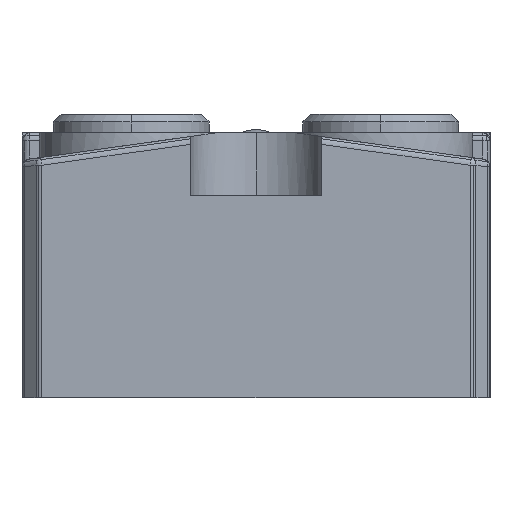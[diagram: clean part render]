
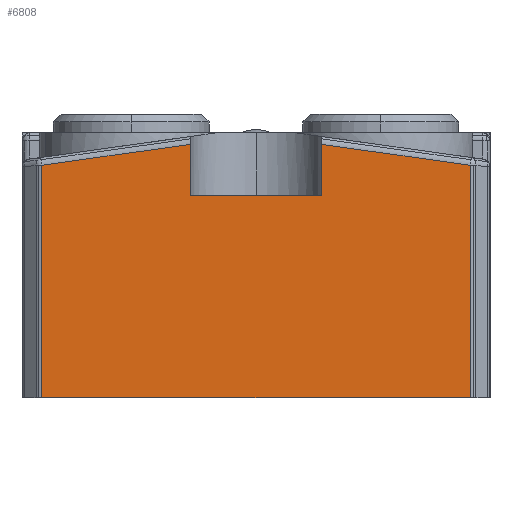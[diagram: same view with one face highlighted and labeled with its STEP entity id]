
A CAD part, front view. The second image highlights one B-rep face of the part: STEP entity #6808.
In plain terms, the highlighted planar face has unit normal (0, -1, 0).
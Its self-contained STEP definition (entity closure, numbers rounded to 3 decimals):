
#6763=AXIS2_PLACEMENT_3D('Plane Axis2P3D',#6760,#6761,#6762) ;
#6354=CARTESIAN_POINT('Vertex',(1.257,0.,14.915)) ;
#6645=CARTESIAN_POINT('Line Origine',(13.729,0.,16.668)) ;
#6649=CARTESIAN_POINT('Vertex',(10.8,0.,16.256)) ;
#6681=CARTESIAN_POINT('Vertex',(1.257,0.,0.)) ;
#6684=CARTESIAN_POINT('Line Origine',(1.257,0.,0.)) ;
#6725=CARTESIAN_POINT('Line Origine',(10.8,0.,14.628)) ;
#6729=CARTESIAN_POINT('Vertex',(10.8,0.,13.)) ;
#6760=CARTESIAN_POINT('Axis2P3D Location',(30.,0.,0.)) ;
#6765=CARTESIAN_POINT('Line Origine',(15.,0.,0.)) ;
#6769=CARTESIAN_POINT('Vertex',(28.743,0.,0.)) ;
#6772=CARTESIAN_POINT('Line Origine',(28.743,0.,7.458)) ;
#6776=CARTESIAN_POINT('Vertex',(28.743,0.,14.915)) ;
#6779=CARTESIAN_POINT('Line Origine',(23.971,0.,15.586)) ;
#6783=CARTESIAN_POINT('Vertex',(19.2,0.,16.256)) ;
#6786=CARTESIAN_POINT('Line Origine',(19.2,0.,14.628)) ;
#6790=CARTESIAN_POINT('Vertex',(19.2,0.,13.)) ;
#6793=CARTESIAN_POINT('Line Origine',(15.,0.,13.)) ;
#6646=DIRECTION('Vector Direction',(-0.99,0.,-0.139)) ;
#6685=DIRECTION('Vector Direction',(0.,0.,1.)) ;
#6726=DIRECTION('Vector Direction',(0.,0.,1.)) ;
#6761=DIRECTION('Axis2P3D Direction',(0.,-1.,0.)) ;
#6762=DIRECTION('Axis2P3D XDirection',(0.,0.,-1.)) ;
#6766=DIRECTION('Vector Direction',(1.,0.,0.)) ;
#6773=DIRECTION('Vector Direction',(0.,0.,-1.)) ;
#6780=DIRECTION('Vector Direction',(0.99,0.,-0.139)) ;
#6787=DIRECTION('Vector Direction',(0.,0.,-1.)) ;
#6794=DIRECTION('Vector Direction',(-1.,0.,0.)) ;
#6647=VECTOR('Line Direction',#6646,1.) ;
#6686=VECTOR('Line Direction',#6685,1.) ;
#6727=VECTOR('Line Direction',#6726,1.) ;
#6767=VECTOR('Line Direction',#6766,1.) ;
#6774=VECTOR('Line Direction',#6773,1.) ;
#6781=VECTOR('Line Direction',#6780,1.) ;
#6788=VECTOR('Line Direction',#6787,1.) ;
#6795=VECTOR('Line Direction',#6794,1.) ;
#6799=ORIENTED_EDGE('',*,*,#6651,.F.) ;
#6800=ORIENTED_EDGE('',*,*,#6688,.F.) ;
#6801=ORIENTED_EDGE('',*,*,#6771,.T.) ;
#6802=ORIENTED_EDGE('',*,*,#6778,.F.) ;
#6803=ORIENTED_EDGE('',*,*,#6785,.F.) ;
#6804=ORIENTED_EDGE('',*,*,#6792,.T.) ;
#6805=ORIENTED_EDGE('',*,*,#6797,.T.) ;
#6806=ORIENTED_EDGE('',*,*,#6731,.T.) ;
#6808=ADVANCED_FACE('Hauptk\X2\00F6\X0\rper',(#6807),#6764,.T.) ;
#6651=EDGE_CURVE('',#6355,#6650,#6648,.F.) ;
#6688=EDGE_CURVE('',#6682,#6355,#6687,.T.) ;
#6731=EDGE_CURVE('',#6730,#6650,#6728,.T.) ;
#6771=EDGE_CURVE('',#6682,#6770,#6768,.T.) ;
#6778=EDGE_CURVE('',#6777,#6770,#6775,.T.) ;
#6785=EDGE_CURVE('',#6784,#6777,#6782,.T.) ;
#6792=EDGE_CURVE('',#6784,#6791,#6789,.T.) ;
#6797=EDGE_CURVE('',#6791,#6730,#6796,.T.) ;
#6798=EDGE_LOOP('',(#6799,#6800,#6801,#6802,#6803,#6804,#6805,#6806)) ;
#6807=FACE_OUTER_BOUND('',#6798,.T.) ;
#6648=LINE('Line',#6645,#6647) ;
#6687=LINE('Line',#6684,#6686) ;
#6728=LINE('Line',#6725,#6727) ;
#6768=LINE('Line',#6765,#6767) ;
#6775=LINE('Line',#6772,#6774) ;
#6782=LINE('Line',#6779,#6781) ;
#6789=LINE('Line',#6786,#6788) ;
#6796=LINE('Line',#6793,#6795) ;
#6764=PLANE('',#6763) ;
#6355=VERTEX_POINT('',#6354) ;
#6650=VERTEX_POINT('',#6649) ;
#6682=VERTEX_POINT('',#6681) ;
#6730=VERTEX_POINT('',#6729) ;
#6770=VERTEX_POINT('',#6769) ;
#6777=VERTEX_POINT('',#6776) ;
#6784=VERTEX_POINT('',#6783) ;
#6791=VERTEX_POINT('',#6790) ;
